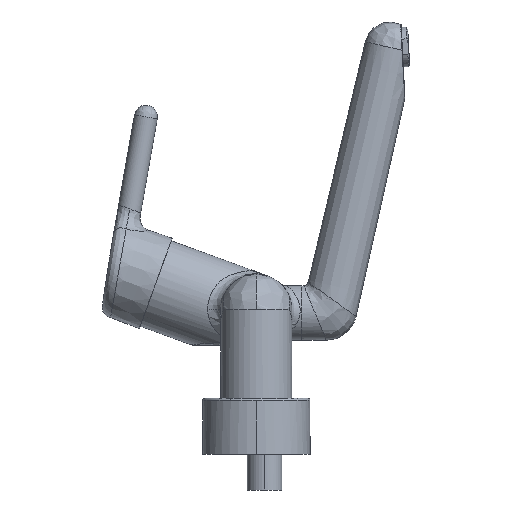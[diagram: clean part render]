
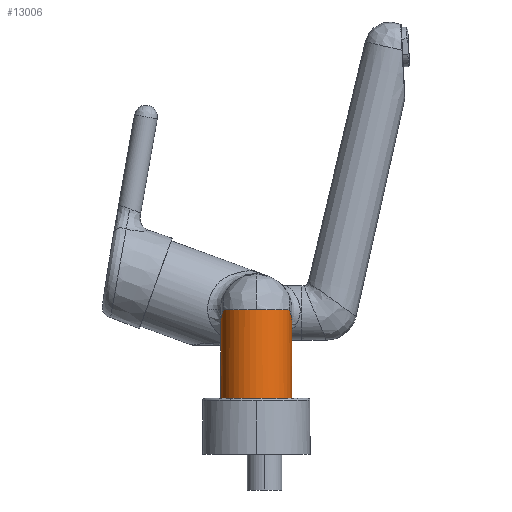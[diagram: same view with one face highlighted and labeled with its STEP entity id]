
A CAD part, left-side view. The second image highlights one B-rep face of the part: STEP entity #13006.
In plain terms, the highlighted cylindrical face has radius 21.5 mm (diameter 43 mm), a partial arc.
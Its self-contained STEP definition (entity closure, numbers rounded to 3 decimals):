
#637 = EDGE_CURVE ( 'NONE', #2412, #15406, #11651, .T. ) ;
#723 = CARTESIAN_POINT ( 'NONE',  ( -80.484, 20.792, 85.169 ) ) ;
#777 = CARTESIAN_POINT ( 'NONE',  ( -77.748, 21.324, 82.433 ) ) ;
#812 = CARTESIAN_POINT ( 'NONE',  ( -75.451, -21.497, 80.136 ) ) ;
#1648 = VECTOR ( 'NONE', #15744, 1000. ) ;
#1874 = CIRCLE ( 'NONE', #14395, 21.5 ) ;
#1980 = CARTESIAN_POINT ( 'NONE',  ( -79.686, 20.985, 84.37 ) ) ;
#2033 = CARTESIAN_POINT ( 'NONE',  ( -77.347, 21.372, 82.032 ) ) ;
#2069 = CARTESIAN_POINT ( 'NONE',  ( -75.09, -21.5, 79.775 ) ) ;
#2412 = VERTEX_POINT ( 'NONE', #3641 ) ;
#2587 = ORIENTED_EDGE ( 'NONE', *, *, #3874, .F. ) ;
#3233 = CARTESIAN_POINT ( 'NONE',  ( -79.202, 21.086, 83.887 ) ) ;
#3270 = CARTESIAN_POINT ( 'NONE',  ( -81.825, -20.394, 86.51 ) ) ;
#3294 = CARTESIAN_POINT ( 'NONE',  ( -77.105, 21.397, 81.79 ) ) ;
#3641 = CARTESIAN_POINT ( 'NONE',  ( -75., -21.5, 79.685 ) ) ;
#3796 = DIRECTION ( 'NONE',  ( 0., 0., 1. ) ) ;
#3804 = CARTESIAN_POINT ( 'NONE',  ( -83., -19.956, 87.685 ) ) ;
#3874 = EDGE_CURVE ( 'NONE', #8703, #5640, #1874, .T. ) ;
#4146 = CARTESIAN_POINT ( 'NONE',  ( -75., 21.5, 34. ) ) ;
#4434 = CARTESIAN_POINT ( 'NONE',  ( -82.431, 20.184, 87.116 ) ) ;
#4491 = CARTESIAN_POINT ( 'NONE',  ( -79.079, 21.11, 83.764 ) ) ;
#4525 = CARTESIAN_POINT ( 'NONE',  ( -80.239, -20.858, 84.924 ) ) ;
#4545 = CARTESIAN_POINT ( 'NONE',  ( -77.044, 21.403, 81.729 ) ) ;
#5099 = CARTESIAN_POINT ( 'NONE',  ( -75., 0., 38.25 ) ) ;
#5541 = B_SPLINE_CURVE_WITH_KNOTS ( 'NONE', 3,
 ( #13208, #4434, #15742, #8237, #723, #9487, #1980, #10742, #3233, #12013, #4491, #13267, #5744, #14546, #7014, #15799, #8291, #777, #9545, #2033, #10798, #3294, #12070, #4545, #13327, #5807, #14598, #7072, #15859, #8353 ),
 .UNSPECIFIED., .F., .F.,
 ( 4, 2, 2, 1, 1, 1, 1, 1, 2, 2, 2, 2, 1, 1, 1, 1, 1, 2, 2, 4 ),
 ( 0., 0.25, 0.375, 0.438, 0.469, 0.484, 0.492, 0.496, 0.498, 0.5, 0.625, 0.688, 0.719, 0.734, 0.742, 0.746, 0.748, 0.749, 0.75, 1. ),
 .UNSPECIFIED. ) ;
#5640 = VERTEX_POINT ( 'NONE', #3804 ) ;
#5670 = LINE ( 'NONE', #10513, #15699 ) ;
#5744 = CARTESIAN_POINT ( 'NONE',  ( -79.05, 21.115, 83.735 ) ) ;
#5780 = CARTESIAN_POINT ( 'NONE',  ( -78.906, -21.156, 83.591 ) ) ;
#5807 = CARTESIAN_POINT ( 'NONE',  ( -77.029, 21.404, 81.714 ) ) ;
#6152 = CARTESIAN_POINT ( 'NONE',  ( -75., -21.5, 34. ) ) ;
#6255 = DIRECTION ( 'NONE',  ( 0., 0., 1. ) ) ;
#6407 = AXIS2_PLACEMENT_3D ( 'NONE', #5099, #12566, #13879 ) ;
#6906 = CARTESIAN_POINT ( 'NONE',  ( -75., 0., 34. ) ) ;
#6960 = CARTESIAN_POINT ( 'NONE',  ( -75., -21.5, 38.25 ) ) ;
#7014 = CARTESIAN_POINT ( 'NONE',  ( -78.741, 21.174, 83.426 ) ) ;
#7047 = CARTESIAN_POINT ( 'NONE',  ( -77.25, -21.395, 81.935 ) ) ;
#7072 = CARTESIAN_POINT ( 'NONE',  ( -76.576, 21.447, 81.261 ) ) ;
#8112 = ORIENTED_EDGE ( 'NONE', *, *, #11230, .T. ) ;
#8184 = DIRECTION ( 'NONE',  ( 0., 1., 0. ) ) ;
#8207 = ORIENTED_EDGE ( 'NONE', *, *, #16077, .F. ) ;
#8232 = CARTESIAN_POINT ( 'NONE',  ( -83., 19.956, 87.685 ) ) ;
#8237 = CARTESIAN_POINT ( 'NONE',  ( -80.826, 20.698, 85.511 ) ) ;
#8291 = CARTESIAN_POINT ( 'NONE',  ( -77.921, 21.301, 82.606 ) ) ;
#8325 = CARTESIAN_POINT ( 'NONE',  ( -75.721, -21.489, 80.406 ) ) ;
#8353 = CARTESIAN_POINT ( 'NONE',  ( -75., 21.5, 79.685 ) ) ;
#8703 = VERTEX_POINT ( 'NONE', #11626 ) ;
#8960 = ORIENTED_EDGE ( 'NONE', *, *, #637, .F. ) ;
#9241 = EDGE_CURVE ( 'NONE', #13303, #15976, #5541, .T. ) ;
#9487 = CARTESIAN_POINT ( 'NONE',  ( -79.955, 20.922, 84.639 ) ) ;
#9522 = CARTESIAN_POINT ( 'NONE',  ( -83., -19.956, 87.685 ) ) ;
#9545 = CARTESIAN_POINT ( 'NONE',  ( -77.482, 21.356, 82.167 ) ) ;
#9578 = CARTESIAN_POINT ( 'NONE',  ( -75.18, -21.5, 79.865 ) ) ;
#9950 = FACE_OUTER_BOUND ( 'NONE', #15205, .T. ) ;
#10178 = CIRCLE ( 'NONE', #12413, 21.5 ) ;
#10316 = CIRCLE ( 'NONE', #10846, 21.5 ) ;
#10383 = EDGE_CURVE ( 'NONE', #13303, #8703, #10178, .T. ) ;
#10513 = CARTESIAN_POINT ( 'NONE',  ( -75., 21.5, 38.25 ) ) ;
#10626 = DIRECTION ( 'NONE',  ( 0., 0., -1. ) ) ;
#10742 = CARTESIAN_POINT ( 'NONE',  ( -79.364, 21.053, 84.049 ) ) ;
#10775 = CARTESIAN_POINT ( 'NONE',  ( -82.219, -20.259, 86.904 ) ) ;
#10798 = CARTESIAN_POINT ( 'NONE',  ( -77.186, 21.389, 81.871 ) ) ;
#10829 = CARTESIAN_POINT ( 'NONE',  ( -75., -21.5, 79.685 ) ) ;
#10846 = AXIS2_PLACEMENT_3D ( 'NONE', #6906, #15695, #8184 ) ;
#11230 = EDGE_CURVE ( 'NONE', #15976, #15814, #5670, .T. ) ;
#11313 = CARTESIAN_POINT ( 'NONE',  ( -75., 0., 87.685 ) ) ;
#11323 = CARTESIAN_POINT ( 'NONE',  ( -82.611, -20.113, 87.295 ) ) ;
#11626 = CARTESIAN_POINT ( 'NONE',  ( -96.5, 0., 87.685 ) ) ;
#11651 = LINE ( 'NONE', #6960, #1648 ) ;
#11846 = CARTESIAN_POINT ( 'NONE',  ( -75., 21.5, 79.685 ) ) ;
#12013 = CARTESIAN_POINT ( 'NONE',  ( -79.12, 21.102, 83.805 ) ) ;
#12046 = CARTESIAN_POINT ( 'NONE',  ( -81.035, -20.646, 85.72 ) ) ;
#12070 = CARTESIAN_POINT ( 'NONE',  ( -77.064, 21.401, 81.749 ) ) ;
#12394 = EDGE_CURVE ( 'NONE', #5640, #2412, #15866, .T. ) ;
#12413 = AXIS2_PLACEMENT_3D ( 'NONE', #13771, #6255, #15060 ) ;
#12566 = DIRECTION ( 'NONE',  ( 0., 0., -1. ) ) ;
#12573 = DIRECTION ( 'NONE',  ( -1., 0., 0. ) ) ;
#13006 = ADVANCED_FACE ( 'NONE', ( #9950 ), #16228, .T. ) ;
#13208 = CARTESIAN_POINT ( 'NONE',  ( -83., 19.956, 87.685 ) ) ;
#13267 = CARTESIAN_POINT ( 'NONE',  ( -79.061, 21.113, 83.746 ) ) ;
#13300 = CARTESIAN_POINT ( 'NONE',  ( -79.84, -20.954, 84.525 ) ) ;
#13303 = VERTEX_POINT ( 'NONE', #8232 ) ;
#13327 = CARTESIAN_POINT ( 'NONE',  ( -77.035, 21.403, 81.72 ) ) ;
#13771 = CARTESIAN_POINT ( 'NONE',  ( -75., 0., 87.685 ) ) ;
#13879 = DIRECTION ( 'NONE',  ( 0., 1., 0. ) ) ;
#13913 = ORIENTED_EDGE ( 'NONE', *, *, #10383, .F. ) ;
#14395 = AXIS2_PLACEMENT_3D ( 'NONE', #11313, #3796, #12573 ) ;
#14546 = CARTESIAN_POINT ( 'NONE',  ( -79.042, 21.117, 83.727 ) ) ;
#14574 = CARTESIAN_POINT ( 'NONE',  ( -77.967, -21.305, 82.652 ) ) ;
#14598 = CARTESIAN_POINT ( 'NONE',  ( -77.025, 21.404, 81.71 ) ) ;
#14706 = ORIENTED_EDGE ( 'NONE', *, *, #9241, .T. ) ;
#15060 = DIRECTION ( 'NONE',  ( -1., 0., 0. ) ) ;
#15205 = EDGE_LOOP ( 'NONE', ( #8960, #15868, #2587, #13913, #14706, #8112, #8207 ) ) ;
#15406 = VERTEX_POINT ( 'NONE', #6152 ) ;
#15695 = DIRECTION ( 'NONE',  ( 0., 0., -1. ) ) ;
#15699 = VECTOR ( 'NONE', #10626, 1000. ) ;
#15742 = CARTESIAN_POINT ( 'NONE',  ( -81.816, 20.402, 86.501 ) ) ;
#15744 = DIRECTION ( 'NONE',  ( 0., 0., -1. ) ) ;
#15799 = CARTESIAN_POINT ( 'NONE',  ( -78.425, 21.228, 83.11 ) ) ;
#15814 = VERTEX_POINT ( 'NONE', #4146 ) ;
#15835 = CARTESIAN_POINT ( 'NONE',  ( -76.531, -21.455, 81.216 ) ) ;
#15859 = CARTESIAN_POINT ( 'NONE',  ( -75.902, 21.5, 80.587 ) ) ;
#15866 = B_SPLINE_CURVE_WITH_KNOTS ( 'NONE', 5,
 ( #9522, #11323, #10775, #3270, #12046, #4525, #13300, #5780, #14574, #7047, #15835, #8325, #812, #9578, #2069, #10829 ),
 .UNSPECIFIED., .F., .F.,
 ( 6, 3, 3, 2, 2, 6 ),
 ( 0., 0.25, 0.5, 0.833, 0.944, 1. ),
 .UNSPECIFIED. ) ;
#15868 = ORIENTED_EDGE ( 'NONE', *, *, #12394, .F. ) ;
#15976 = VERTEX_POINT ( 'NONE', #11846 ) ;
#16077 = EDGE_CURVE ( 'NONE', #15406, #15814, #10316, .T. ) ;
#16228 = CYLINDRICAL_SURFACE ( 'NONE', #6407, 21.5 ) ;
